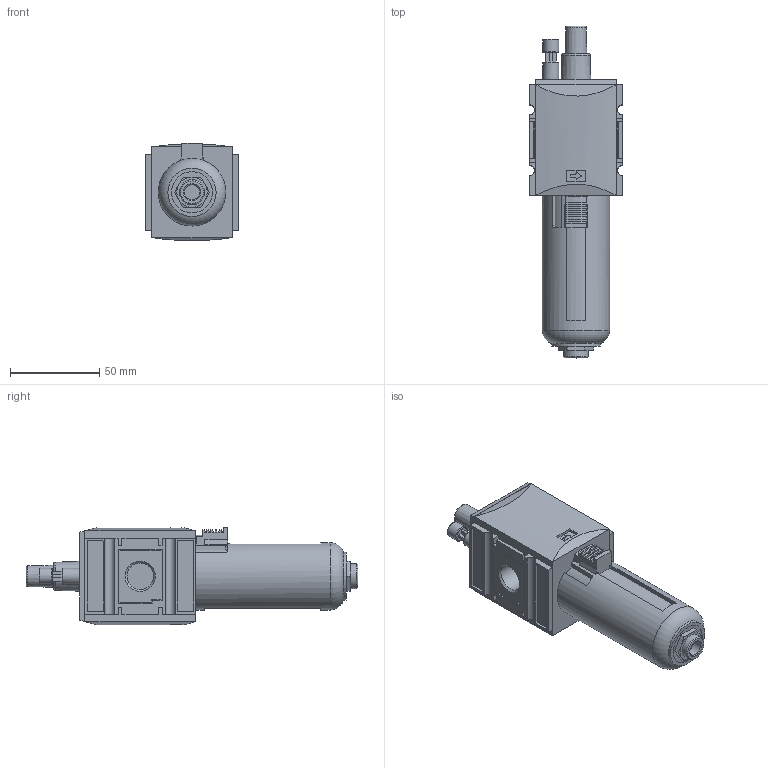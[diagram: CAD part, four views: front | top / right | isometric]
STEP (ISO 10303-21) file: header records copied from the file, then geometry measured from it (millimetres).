
FILE_DESCRIPTION(/* description */ ('STEP AP214'),/* implementation_level */ '2;1');
FILE_NAME(/* name */ '029890',/* time_stamp */ '2023-03-24T11:55:31+01:00',/* author */ ('License CC BY-ND 4.0'),/* organization */ ('CADENAS'),/* preprocessor_version */ 'ST-DEVELOPER v19.3',/* originating_system */ 'PARTsolutions',/* authorisation */ ' ');
FILE_SCHEMA (('AUTOMOTIVE_DESIGN {1 0 10303 214 3 1 1}'));
Length unit declared in the file: millimetre
Products named in the file (3): 029890; FU 902_0; FU 902G 3/8000-1
Assembly tree (2 placements, depth 2):
  029890
    FU 902_0
    FU 902G 3/8000-1
Bounding box: 52 x 186 x 54.49 mm (x, y, z)
Volume: 260742.9 mm3; surface area: 38185.6 mm2
Topology: 2 solids, 2 shells, 315 faces, 818 edges, 536 vertices
Faces by surface type: plane 221, cylinder 72, cone 16, torus 6
Full cylindrical faces by diameter (mm): 6.3 x1, 8.566 x1, 9 x2, 14 x1, 14.95 x2, 23 x1, 27 x1, 37.8 x1
Entity records: 11656 total; most frequent: CARTESIAN_POINT 1695, DIRECTION 1584, ORIENTED_EDGE 1566, EDGE_CURVE 783, LINE 578, VECTOR 578, VERTEX_POINT 526, AXIS2_PLACEMENT_3D 503
